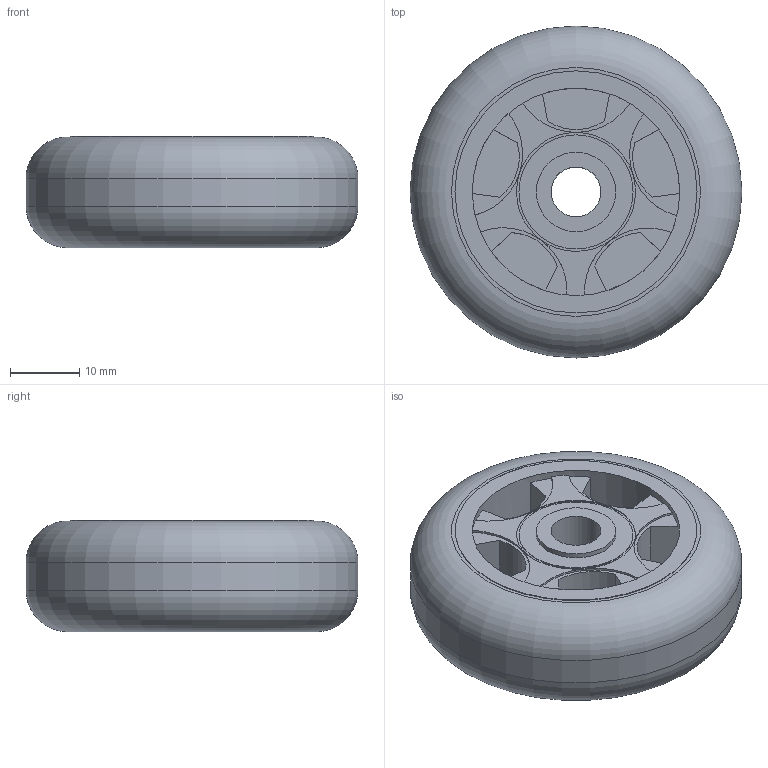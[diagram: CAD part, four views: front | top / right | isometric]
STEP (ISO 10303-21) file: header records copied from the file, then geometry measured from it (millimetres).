
FILE_DESCRIPTION(/* description */ (''),/* implementation_level */ '2;1');
FILE_NAME(/* name */ 'Wheel.stp',/* time_stamp */ '2019-09-11T12:09:00-04:00',/* author */ ('gavinniall'),/* organization */ (''),/* preprocessor_version */ 'ST-DEVELOPER v16.13',/* originating_system */ 'Autodesk Inventor 2018',/* authorisation */ '');
FILE_SCHEMA (('AUTOMOTIVE_DESIGN { 1 0 10303 214 3 1 1 }'));
Length unit declared in the file: millimetre
Products named in the file (1): Wheel
Bounding box: 48 x 48 x 16.1 mm (x, y, z)
Volume: 22302.8 mm3; surface area: 8253 mm2
Topology: 1 solids, 2 shells, 97 faces, 265 edges, 176 vertices
Faces by surface type: plane 53, cylinder 42, torus 2
Full cylindrical faces by diameter (mm): 7.2 x1, 11.5 x1, 16.5 x2, 30 x1, 35 x1, 48 x1
Entity records: 3153 total; most frequent: DIRECTION 586, CARTESIAN_POINT 528, ORIENTED_EDGE 510, EDGE_CURVE 255, AXIS2_PLACEMENT_3D 233, VERTEX_POINT 175, CIRCLE 135, LINE 120
